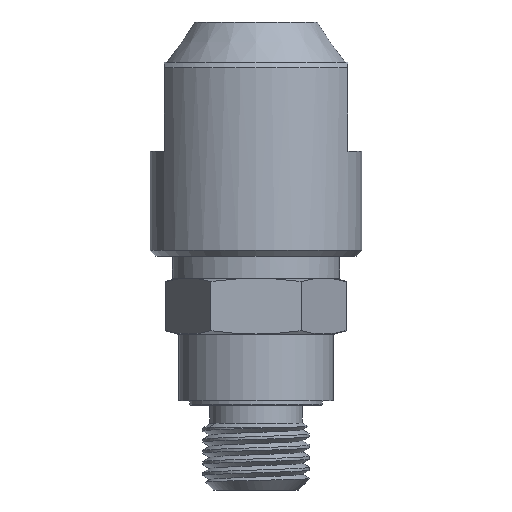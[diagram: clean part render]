
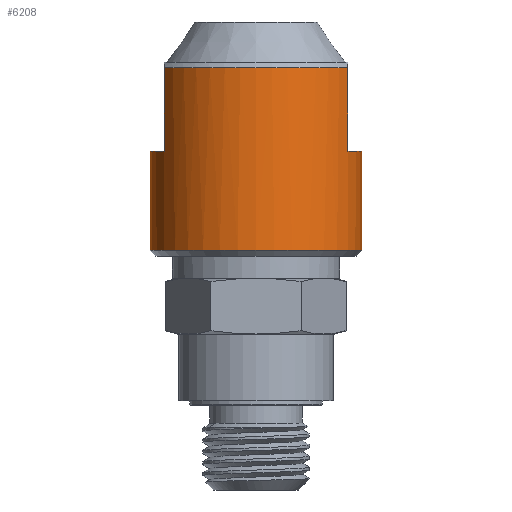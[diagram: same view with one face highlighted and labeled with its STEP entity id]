
A CAD part, left-side view. The second image highlights one B-rep face of the part: STEP entity #6208.
In plain terms, the highlighted cylindrical face has radius 9.5 mm (diameter 19 mm), a full revolution.
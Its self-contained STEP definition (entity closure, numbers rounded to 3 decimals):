
#816=FACE_OUTER_BOUND('',#1214,.T.);
#1214=EDGE_LOOP('',(#5771,#5772,#5773,#5774,#5775,#5776,#5777,#5778,#5779,
#5780,#5781,#5782,#5783,#5784));
#1306=CIRCLE('',#6564,9.5);
#1307=CIRCLE('',#6567,9.5);
#1313=CIRCLE('',#6575,9.5);
#1314=CIRCLE('',#6577,9.5);
#1315=CIRCLE('',#6579,9.5);
#1343=CIRCLE('',#6629,9.5);
#1344=CIRCLE('',#6631,9.5);
#1345=CIRCLE('',#6632,9.5);
#2064=LINE('',#16720,#2369);
#2066=LINE('',#16724,#2371);
#2068=LINE('',#16739,#2373);
#2070=LINE('',#16743,#2375);
#2096=LINE('',#16895,#2401);
#2369=VECTOR('',#7403,10.);
#2371=VECTOR('',#7405,10.);
#2373=VECTOR('',#7413,10.);
#2375=VECTOR('',#7415,10.);
#2401=VECTOR('',#7573,9.5);
#2954=VERTEX_POINT('',#16718);
#2955=VERTEX_POINT('',#16719);
#2956=VERTEX_POINT('',#16721);
#2957=VERTEX_POINT('',#16723);
#2960=VERTEX_POINT('',#16737);
#2961=VERTEX_POINT('',#16738);
#2962=VERTEX_POINT('',#16740);
#2963=VERTEX_POINT('',#16742);
#2971=VERTEX_POINT('',#16769);
#2972=VERTEX_POINT('',#16775);
#3004=VERTEX_POINT('',#16889);
#3005=VERTEX_POINT('',#16893);
#3853=EDGE_CURVE('',#2954,#2955,#2064,.T.);
#3855=EDGE_CURVE('',#2957,#2956,#2066,.T.);
#3859=EDGE_CURVE('',#2956,#2954,#1306,.T.);
#3860=EDGE_CURVE('',#2960,#2961,#2068,.T.);
#3862=EDGE_CURVE('',#2963,#2962,#2070,.T.);
#3866=EDGE_CURVE('',#2962,#2960,#1307,.T.);
#3874=EDGE_CURVE('',#2957,#2971,#1313,.T.);
#3877=EDGE_CURVE('',#2972,#2961,#1314,.T.);
#3878=EDGE_CURVE('',#2971,#2972,#1315,.T.);
#3929=EDGE_CURVE('',#3004,#3004,#1343,.T.);
#3931=EDGE_CURVE('',#3005,#2955,#1344,.T.);
#3932=EDGE_CURVE('',#3005,#3004,#2096,.T.);
#3933=EDGE_CURVE('',#2963,#3005,#1345,.T.);
#5771=ORIENTED_EDGE('',*,*,#3853,.T.);
#5772=ORIENTED_EDGE('',*,*,#3931,.F.);
#5773=ORIENTED_EDGE('',*,*,#3932,.T.);
#5774=ORIENTED_EDGE('',*,*,#3929,.T.);
#5775=ORIENTED_EDGE('',*,*,#3932,.F.);
#5776=ORIENTED_EDGE('',*,*,#3933,.F.);
#5777=ORIENTED_EDGE('',*,*,#3862,.T.);
#5778=ORIENTED_EDGE('',*,*,#3866,.T.);
#5779=ORIENTED_EDGE('',*,*,#3860,.T.);
#5780=ORIENTED_EDGE('',*,*,#3877,.F.);
#5781=ORIENTED_EDGE('',*,*,#3878,.F.);
#5782=ORIENTED_EDGE('',*,*,#3874,.F.);
#5783=ORIENTED_EDGE('',*,*,#3855,.T.);
#5784=ORIENTED_EDGE('',*,*,#3859,.T.);
#5848=CYLINDRICAL_SURFACE('',#6630,9.5);
#6208=ADVANCED_FACE('',(#816),#5848,.T.);
#6564=AXIS2_PLACEMENT_3D('',#16735,#7409,#7410);
#6567=AXIS2_PLACEMENT_3D('',#16754,#7419,#7420);
#6575=AXIS2_PLACEMENT_3D('',#16770,#7437,#7438);
#6577=AXIS2_PLACEMENT_3D('',#16779,#7441,#7442);
#6579=AXIS2_PLACEMENT_3D('',#16781,#7445,#7446);
#6629=AXIS2_PLACEMENT_3D('',#16890,#7566,#7567);
#6630=AXIS2_PLACEMENT_3D('',#16892,#7569,#7570);
#6631=AXIS2_PLACEMENT_3D('',#16894,#7571,#7572);
#6632=AXIS2_PLACEMENT_3D('',#16896,#7574,#7575);
#7403=DIRECTION('',(0.,-1.,0.));
#7405=DIRECTION('',(0.,1.,0.));
#7409=DIRECTION('center_axis',(0.,1.,0.));
#7410=DIRECTION('ref_axis',(1.,0.,0.));
#7413=DIRECTION('',(0.,-1.,0.));
#7415=DIRECTION('',(0.,1.,0.));
#7419=DIRECTION('center_axis',(0.,1.,0.));
#7420=DIRECTION('ref_axis',(1.,0.,0.));
#7437=DIRECTION('center_axis',(0.,-1.,0.));
#7438=DIRECTION('ref_axis',(1.,0.,0.));
#7441=DIRECTION('center_axis',(0.,-1.,0.));
#7442=DIRECTION('ref_axis',(1.,0.,0.));
#7445=DIRECTION('center_axis',(0.,-1.,0.));
#7446=DIRECTION('ref_axis',(1.,0.,0.));
#7566=DIRECTION('center_axis',(0.,-1.,0.));
#7567=DIRECTION('ref_axis',(1.,0.,0.));
#7569=DIRECTION('center_axis',(0.,-1.,0.));
#7570=DIRECTION('ref_axis',(1.,0.,0.));
#7571=DIRECTION('center_axis',(0.,-1.,0.));
#7572=DIRECTION('ref_axis',(1.,0.,0.));
#7573=DIRECTION('',(0.,1.,0.));
#7574=DIRECTION('center_axis',(0.,-1.,0.));
#7575=DIRECTION('ref_axis',(1.,0.,0.));
#16718=CARTESIAN_POINT('',(-4.71,11.6,-8.25));
#16719=CARTESIAN_POINT('',(-4.71,4.1,-8.25));
#16720=CARTESIAN_POINT('',(-4.71,12.3,-8.25));
#16721=CARTESIAN_POINT('',(4.71,11.6,-8.25));
#16723=CARTESIAN_POINT('',(4.71,4.1,-8.25));
#16724=CARTESIAN_POINT('',(4.71,12.3,-8.25));
#16735=CARTESIAN_POINT('Origin',(0.,11.6,0.));
#16737=CARTESIAN_POINT('',(4.71,11.6,8.25));
#16738=CARTESIAN_POINT('',(4.71,4.1,8.25));
#16739=CARTESIAN_POINT('',(4.71,12.3,8.25));
#16740=CARTESIAN_POINT('',(-4.71,11.6,8.25));
#16742=CARTESIAN_POINT('',(-4.71,4.1,8.25));
#16743=CARTESIAN_POINT('',(-4.71,12.3,8.25));
#16754=CARTESIAN_POINT('Origin',(0.,11.6,0.));
#16769=CARTESIAN_POINT('',(9.014,4.1,-3.));
#16770=CARTESIAN_POINT('Origin',(0.,4.1,0.));
#16775=CARTESIAN_POINT('',(9.014,4.1,3.));
#16779=CARTESIAN_POINT('Origin',(0.,4.1,0.));
#16781=CARTESIAN_POINT('Origin',(0.,4.1,0.));
#16889=CARTESIAN_POINT('',(-9.5,20.5,0.));
#16890=CARTESIAN_POINT('Origin',(0.,20.5,0.));
#16892=CARTESIAN_POINT('Origin',(0.,12.3,0.));
#16893=CARTESIAN_POINT('',(-9.5,4.1,0.));
#16894=CARTESIAN_POINT('Origin',(0.,4.1,0.));
#16895=CARTESIAN_POINT('',(-9.5,12.3,0.));
#16896=CARTESIAN_POINT('Origin',(0.,4.1,0.));
